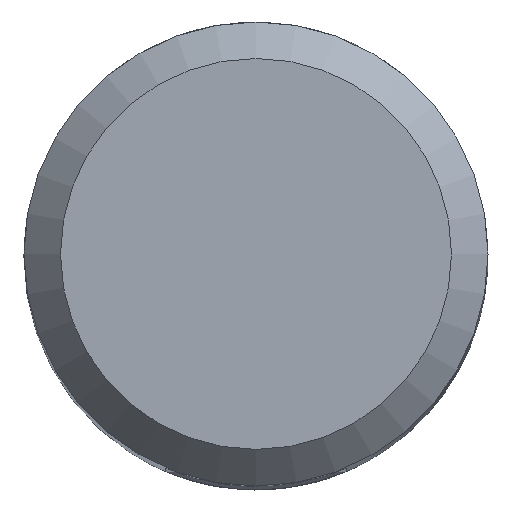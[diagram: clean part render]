
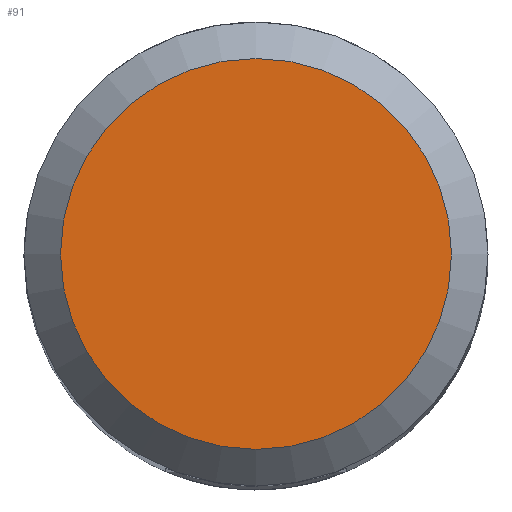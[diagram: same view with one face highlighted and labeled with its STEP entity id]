
A CAD part, top view. The second image highlights one B-rep face of the part: STEP entity #91.
In plain terms, the highlighted planar face has unit normal (0, 0, 1).
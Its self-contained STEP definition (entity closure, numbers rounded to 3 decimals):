
#60=PLANE('',#593);
#91=ADVANCED_FACE('',(#125),#60,.F.);
#125=FACE_OUTER_BOUND('',#158,.T.);
#158=EDGE_LOOP('',(#362));
#167=CIRCLE('',#584,5.35);
#362=ORIENTED_EDGE('',*,*,#470,.T.);
#409=VERTEX_POINT('',#1011);
#470=EDGE_CURVE('',#409,#409,#167,.T.);
#584=AXIS2_PLACEMENT_3D('',#1010,#652,#653);
#593=AXIS2_PLACEMENT_3D('',#1464,#679,#680);
#652=DIRECTION('',(0.,0.,1.));
#653=DIRECTION('',(-1.,0.,0.));
#679=DIRECTION('',(0.,0.,-1.));
#680=DIRECTION('',(1.,0.,0.));
#1010=CARTESIAN_POINT('',(0.,0.,0.));
#1011=CARTESIAN_POINT('',(-5.35,0.,0.));
#1464=CARTESIAN_POINT('',(0.,0.,0.));
